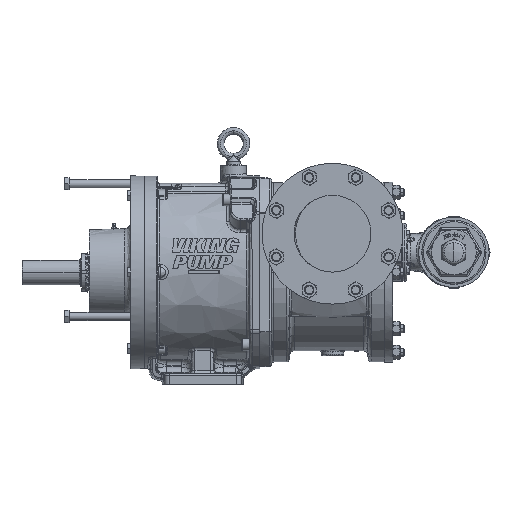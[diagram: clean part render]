
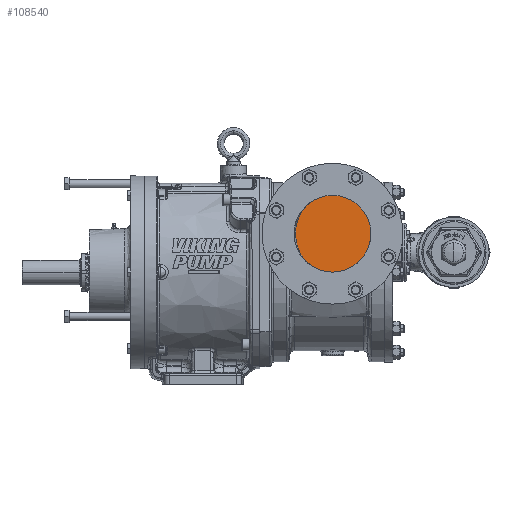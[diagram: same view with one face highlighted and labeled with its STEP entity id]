
A CAD part, top view. The second image highlights one B-rep face of the part: STEP entity #108540.
In plain terms, the highlighted planar face has unit normal (0, 0, 1).
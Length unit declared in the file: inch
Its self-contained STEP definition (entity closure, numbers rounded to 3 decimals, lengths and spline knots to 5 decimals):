
#707 = CARTESIAN_POINT ( 'NONE',  ( 5.7, 3., 8.5 ) ) ;
#1279 = ORIENTED_EDGE ( 'NONE', *, *, #144567, .F. ) ;
#3896 = CARTESIAN_POINT ( 'NONE',  ( 2.84802, 3.62301, 8.5 ) ) ;
#4818 = CARTESIAN_POINT ( 'NONE',  ( 3.6845, 5.21984, 8.5 ) ) ;
#6479 = CARTESIAN_POINT ( 'NONE',  ( 3.73531, 0.73284, 8.5 ) ) ;
#7335 = ORIENTED_EDGE ( 'NONE', *, *, #16816, .F. ) ;
#9135 = CARTESIAN_POINT ( 'NONE',  ( 5.7, 3., 8.5 ) ) ;
#9376 = CARTESIAN_POINT ( 'NONE',  ( 5.7, 6., 8.5 ) ) ;
#9967 = VERTEX_POINT ( 'NONE', #260376 ) ;
#16672 = CARTESIAN_POINT ( 'NONE',  ( 3.68919, 0.77499, 8.5 ) ) ;
#16816 = EDGE_CURVE ( 'NONE', #239312, #264622, #143255, .T. ) ;
#17125 = B_SPLINE_CURVE_WITH_KNOTS ( 'NONE', 3,
 ( #54951, #98262, #248959, #119901 ),
 .UNSPECIFIED., .F., .F.,
 ( 4, 4 ),
 ( 0., 0.0059 ),
 .UNSPECIFIED. ) ;
#18320 = ORIENTED_EDGE ( 'NONE', *, *, #119122, .T. ) ;
#22357 = DIRECTION ( 'NONE',  ( 1., 0., 0. ) ) ;
#24616 = CARTESIAN_POINT ( 'NONE',  ( 3.55091, 5.079, 8.5 ) ) ;
#25547 = CARTESIAN_POINT ( 'NONE',  ( 2.84802, 2.37699, 8.5 ) ) ;
#27786 = ORIENTED_EDGE ( 'NONE', *, *, #146303, .F. ) ;
#30792 = DIRECTION ( 'NONE',  ( 1., 0., 0. ) ) ;
#32396 = CARTESIAN_POINT ( 'NONE',  ( 5.7, 3., 8.5 ) ) ;
#34505 = ORIENTED_EDGE ( 'NONE', *, *, #255329, .T. ) ;
#41531 = CARTESIAN_POINT ( 'NONE',  ( 8.7, 3., 8.5 ) ) ;
#47189 = CARTESIAN_POINT ( 'NONE',  ( 3.29989, 1.24312, 8.5 ) ) ;
#48108 = CARTESIAN_POINT ( 'NONE',  ( 3.70559, 5.2411, 8.5 ) ) ;
#50866 = B_SPLINE_CURVE_WITH_KNOTS ( 'NONE', 3,
 ( #89537, #24616, #261880, #132799, #3896, #154567, #25547, #176269, #47189, #197891, #68828 ),
 .UNSPECIFIED., .F., .F.,
 ( 4, 1, 1, 1, 1, 1, 1, 1, 4 ),
 ( 0.00056, 0.01552, 0.03106, 0.04661, 0.06215, 0.07769, 0.09323, 0.10877, 0.12311 ),
 .UNSPECIFIED. ) ;
#51595 = FACE_OUTER_BOUND ( 'NONE', #234913, .T. ) ;
#53679 = EDGE_CURVE ( 'NONE', #231406, #218400, #68595, .T. ) ;
#54024 = DIRECTION ( 'NONE',  ( 1., 0., 0. ) ) ;
#54951 = CARTESIAN_POINT ( 'NONE',  ( 8.62415, 2.32966, 8.5 ) ) ;
#64196 = CARTESIAN_POINT ( 'NONE',  ( 8.69785, 2.71575, 8.5 ) ) ;
#64545 = AXIS2_PLACEMENT_3D ( 'NONE', #81801, #232394, #103394 ) ;
#66582 = AXIS2_PLACEMENT_3D ( 'NONE', #80257, #230858, #101858 ) ;
#68595 = CIRCLE ( 'NONE', #251358, 3. ) ;
#68828 = CARTESIAN_POINT ( 'NONE',  ( 3.66785, 0.79785, 8.5 ) ) ;
#69903 = VERTEX_POINT ( 'NONE', #168040 ) ;
#74733 = PLANE ( 'NONE',  #218855 ) ;
#79193 = ORIENTED_EDGE ( 'NONE', *, *, #247981, .F. ) ;
#79401 = CIRCLE ( 'NONE', #66582, 3. ) ;
#80257 = CARTESIAN_POINT ( 'NONE',  ( 5.7, 3., 8.5 ) ) ;
#81613 = CARTESIAN_POINT ( 'NONE',  ( 3.66785, 0.79785, 8.5 ) ) ;
#81801 = CARTESIAN_POINT ( 'NONE',  ( 5.7, 3., 8.5 ) ) ;
#85856 = CARTESIAN_POINT ( 'NONE',  ( 8.68294, 2.596, 8.5 ) ) ;
#87003 = CARTESIAN_POINT ( 'NONE',  ( 3.66785, 0.79785, 8.5 ) ) ;
#88223 = B_SPLINE_CURVE_WITH_KNOTS ( 'NONE', 3,
 ( #106515, #234652, #64196, #214882, #85856, #236499 ),
 .UNSPECIFIED., .F., .F.,
 ( 4, 2, 4 ),
 ( 0., 0.00306, 0.00612 ),
 .UNSPECIFIED. ) ;
#89537 = CARTESIAN_POINT ( 'NONE',  ( 3.6845, 5.21984, 8.5 ) ) ;
#94394 = EDGE_CURVE ( 'NONE', #69903, #236665, #88223, .T. ) ;
#98262 = CARTESIAN_POINT ( 'NONE',  ( 8.64146, 2.40518, 8.5 ) ) ;
#101858 = DIRECTION ( 'NONE',  ( 1., 0., 0. ) ) ;
#103371 = LINE ( 'NONE', #126212, #217908 ) ;
#103394 = DIRECTION ( 'NONE',  ( 1., 0., 0. ) ) ;
#104607 = DIRECTION ( 'NONE',  ( 0., 1., 0. ) ) ;
#106515 = CARTESIAN_POINT ( 'NONE',  ( 8.7, 2.7962, 8.5 ) ) ;
#107871 = AXIS2_PLACEMENT_3D ( 'NONE', #9135, #159785, #30792 ) ;
#108185 = VERTEX_POINT ( 'NONE', #143788 ) ;
#108540 = ADVANCED_FACE ( 'NONE', ( #51595 ), #74733, .T. ) ;
#115524 = VERTEX_POINT ( 'NONE', #9376 ) ;
#115916 = EDGE_CURVE ( 'NONE', #9967, #264622, #50866, .T. ) ;
#119122 = EDGE_CURVE ( 'NONE', #69903, #251987, #103371, .T. ) ;
#119901 = CARTESIAN_POINT ( 'NONE',  ( 8.67442, 2.5566, 8.5 ) ) ;
#126212 = CARTESIAN_POINT ( 'NONE',  ( 8.7, 3., 8.5 ) ) ;
#132799 = CARTESIAN_POINT ( 'NONE',  ( 3.02344, 4.22125, 8.5 ) ) ;
#133699 = CARTESIAN_POINT ( 'NONE',  ( 3.69481, 5.23072, 8.5 ) ) ;
#143255 = B_SPLINE_CURVE_WITH_KNOTS ( 'NONE', 3,
 ( #210639, #167310, #16672, #81613 ),
 .UNSPECIFIED., .F., .F.,
 ( 4, 4 ),
 ( 0., 0.00238 ),
 .UNSPECIFIED. ) ;
#143788 = CARTESIAN_POINT ( 'NONE',  ( 3.71683, 5.25101, 8.5 ) ) ;
#144567 = EDGE_CURVE ( 'NONE', #218400, #239312, #265473, .T. ) ;
#146303 = EDGE_CURVE ( 'NONE', #108185, #115524, #79401, .T. ) ;
#151335 = DIRECTION ( 'NONE',  ( 0., 0., -1. ) ) ;
#154567 = CARTESIAN_POINT ( 'NONE',  ( 2.78868, 3., 8.5 ) ) ;
#159785 = DIRECTION ( 'NONE',  ( 0., 0., -1. ) ) ;
#167310 = CARTESIAN_POINT ( 'NONE',  ( 3.71168, 0.75332, 8.5 ) ) ;
#168040 = CARTESIAN_POINT ( 'NONE',  ( 8.7, 2.7962, 8.5 ) ) ;
#169274 = CARTESIAN_POINT ( 'NONE',  ( 8.67442, 2.5566, 8.5 ) ) ;
#176269 = CARTESIAN_POINT ( 'NONE',  ( 3.02344, 1.77875, 8.5 ) ) ;
#176608 = ORIENTED_EDGE ( 'NONE', *, *, #94394, .F. ) ;
#176689 = ORIENTED_EDGE ( 'NONE', *, *, #115916, .T. ) ;
#183096 = DIRECTION ( 'NONE',  ( 0., 0., 1. ) ) ;
#188378 = CIRCLE ( 'NONE', #107871, 3. ) ;
#197891 = CARTESIAN_POINT ( 'NONE',  ( 3.54082, 0.9339, 8.5 ) ) ;
#198808 = CARTESIAN_POINT ( 'NONE',  ( 3.71683, 5.25101, 8.5 ) ) ;
#210639 = CARTESIAN_POINT ( 'NONE',  ( 3.73531, 0.73284, 8.5 ) ) ;
#214882 = CARTESIAN_POINT ( 'NONE',  ( 8.68933, 2.63585, 8.5 ) ) ;
#216022 = B_SPLINE_CURVE_WITH_KNOTS ( 'NONE', 3,
 ( #4818, #133699, #48108, #198808 ),
 .UNSPECIFIED., .F., .F.,
 ( 4, 4 ),
 ( 0., 0.00114 ),
 .UNSPECIFIED. ) ;
#216834 = ORIENTED_EDGE ( 'NONE', *, *, #234068, .F. ) ;
#217908 = VECTOR ( 'NONE', #104607, 39.37008 ) ;
#218400 = VERTEX_POINT ( 'NONE', #228833 ) ;
#218855 = AXIS2_PLACEMENT_3D ( 'NONE', #32396, #183096, #54024 ) ;
#228833 = CARTESIAN_POINT ( 'NONE',  ( 5.7, 0., 8.5 ) ) ;
#230858 = DIRECTION ( 'NONE',  ( 0., 0., -1. ) ) ;
#231406 = VERTEX_POINT ( 'NONE', #256323 ) ;
#232394 = DIRECTION ( 'NONE',  ( 0., 0., -1. ) ) ;
#234068 = EDGE_CURVE ( 'NONE', #9967, #108185, #216022, .T. ) ;
#234652 = CARTESIAN_POINT ( 'NONE',  ( 8.7, 2.75589, 8.5 ) ) ;
#234913 = EDGE_LOOP ( 'NONE', ( #239529, #34505, #176608, #18320, #79193, #27786, #216834, #176689, #7335, #1279 ) ) ;
#236499 = CARTESIAN_POINT ( 'NONE',  ( 8.67442, 2.5566, 8.5 ) ) ;
#236665 = VERTEX_POINT ( 'NONE', #169274 ) ;
#239312 = VERTEX_POINT ( 'NONE', #6479 ) ;
#239529 = ORIENTED_EDGE ( 'NONE', *, *, #53679, .F. ) ;
#247981 = EDGE_CURVE ( 'NONE', #115524, #251987, #188378, .T. ) ;
#248959 = CARTESIAN_POINT ( 'NONE',  ( 8.65807, 2.48086, 8.5 ) ) ;
#251358 = AXIS2_PLACEMENT_3D ( 'NONE', #707, #151335, #22357 ) ;
#251987 = VERTEX_POINT ( 'NONE', #41531 ) ;
#255329 = EDGE_CURVE ( 'NONE', #231406, #236665, #17125, .T. ) ;
#256323 = CARTESIAN_POINT ( 'NONE',  ( 8.62415, 2.32966, 8.5 ) ) ;
#260376 = CARTESIAN_POINT ( 'NONE',  ( 3.6845, 5.21984, 8.5 ) ) ;
#261880 = CARTESIAN_POINT ( 'NONE',  ( 3.30369, 4.76424, 8.5 ) ) ;
#264622 = VERTEX_POINT ( 'NONE', #87003 ) ;
#265473 = CIRCLE ( 'NONE', #64545, 3. ) ;
